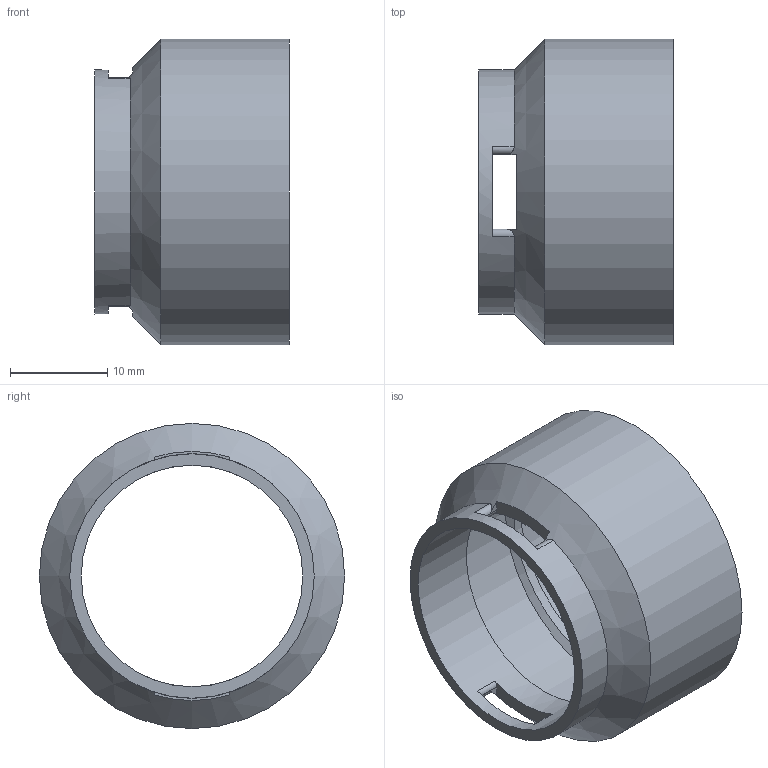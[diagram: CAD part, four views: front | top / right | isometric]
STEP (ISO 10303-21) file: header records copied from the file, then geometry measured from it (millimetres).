
FILE_DESCRIPTION(/* description */ (''),/* implementation_level */ '2;1');
FILE_NAME(/* name */ '28mm Speaker Module v2.step',/* time_stamp */ '2020-01-10T16:58:22-05:00',/* author */ (''),/* organization */ (''),/* preprocessor_version */ 'ST-DEVELOPER v18',/* originating_system */ 'Autodesk Translation Framework v8.12.0.6',/* authorisation */ '');
FILE_SCHEMA (('AUTOMOTIVE_DESIGN { 1 0 10303 214 3 1 1 }'));
Length unit declared in the file: millimetre
Products named in the file (2): 28mm Speaker Module; Speaker Housing
Assembly tree (1 placements, depth 2):
  28mm Speaker Module
    Speaker Housing
Bounding box: 20 x 31.35 x 31.35 mm (x, y, z)
Volume: 3032.7 mm3; surface area: 4126 mm2
Topology: 1 solids, 1 shells, 28 faces, 89 edges, 63 vertices
Faces by surface type: cylinder 14, plane 12, cone 2
Full cylindrical faces by diameter (mm): 22.75 x1, 25.1 x1, 27 x1, 28.2 x2, 31.35 x1
Entity records: 1127 total; most frequent: CARTESIAN_POINT 251, DIRECTION 184, ORIENTED_EDGE 178, EDGE_CURVE 89, AXIS2_PLACEMENT_3D 76, VERTEX_POINT 63, CIRCLE 45, EDGE_LOOP 34
